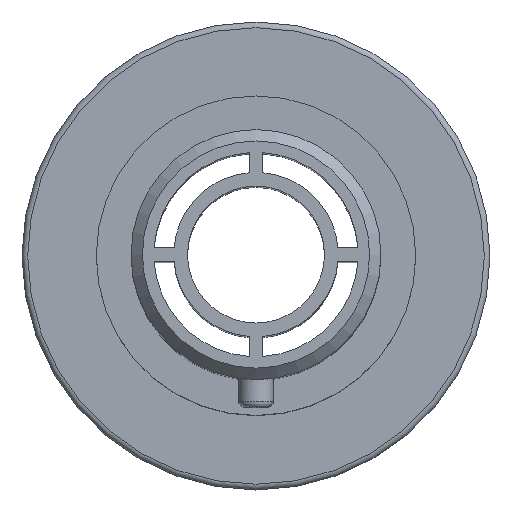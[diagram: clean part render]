
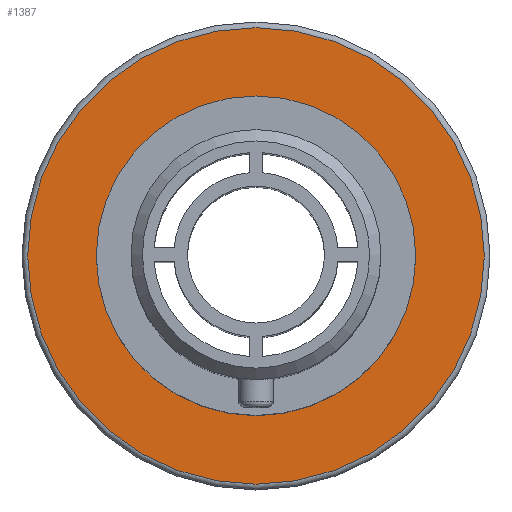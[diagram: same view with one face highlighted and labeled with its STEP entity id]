
A CAD part, top view. The second image highlights one B-rep face of the part: STEP entity #1387.
In plain terms, the highlighted planar face has unit normal (0, 0, 1).
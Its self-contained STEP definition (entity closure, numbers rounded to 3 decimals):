
#171 = AXIS2_PLACEMENT_3D ( 'NONE', #256, #413, #879 ) ;
#208 = EDGE_LOOP ( 'NONE', ( #1749 ) ) ;
#256 = CARTESIAN_POINT ( 'NONE',  ( 0., 0., -28. ) ) ;
#351 = DIRECTION ( 'NONE',  ( 0., 0., -1. ) ) ;
#413 = DIRECTION ( 'NONE',  ( 0., 0., 1. ) ) ;
#479 = EDGE_CURVE ( 'NONE', #1422, #1422, #759, .T. ) ;
#559 = PLANE ( 'NONE',  #767 ) ;
#657 = ORIENTED_EDGE ( 'NONE', *, *, #1421, .T. ) ;
#705 = FACE_BOUND ( 'NONE', #208, .T. ) ;
#759 = CIRCLE ( 'NONE', #1026, 14. ) ;
#767 = AXIS2_PLACEMENT_3D ( 'NONE', #1215, #1499, #1533 ) ;
#853 = FACE_OUTER_BOUND ( 'NONE', #1490, .T. ) ;
#872 = CARTESIAN_POINT ( 'NONE',  ( 0., 0., -28. ) ) ;
#879 = DIRECTION ( 'NONE',  ( -1., 0., 0. ) ) ;
#1026 = AXIS2_PLACEMENT_3D ( 'NONE', #872, #351, #1976 ) ;
#1110 = CARTESIAN_POINT ( 'NONE',  ( -14., 0., -28. ) ) ;
#1215 = CARTESIAN_POINT ( 'NONE',  ( 0., 0., -28. ) ) ;
#1387 = ADVANCED_FACE ( 'NONE', ( #853, #705 ), #559, .F. ) ;
#1421 = EDGE_CURVE ( 'NONE', #1701, #1701, #1468, .T. ) ;
#1422 = VERTEX_POINT ( 'NONE', #1110 ) ;
#1468 = CIRCLE ( 'NONE', #171, 20. ) ;
#1490 = EDGE_LOOP ( 'NONE', ( #657 ) ) ;
#1499 = DIRECTION ( 'NONE',  ( 0., 0., -1. ) ) ;
#1533 = DIRECTION ( 'NONE',  ( -1., 0., 0. ) ) ;
#1701 = VERTEX_POINT ( 'NONE', #2021 ) ;
#1749 = ORIENTED_EDGE ( 'NONE', *, *, #479, .T. ) ;
#1976 = DIRECTION ( 'NONE',  ( -1., 0., 0. ) ) ;
#2021 = CARTESIAN_POINT ( 'NONE',  ( -20., 0., -28. ) ) ;
